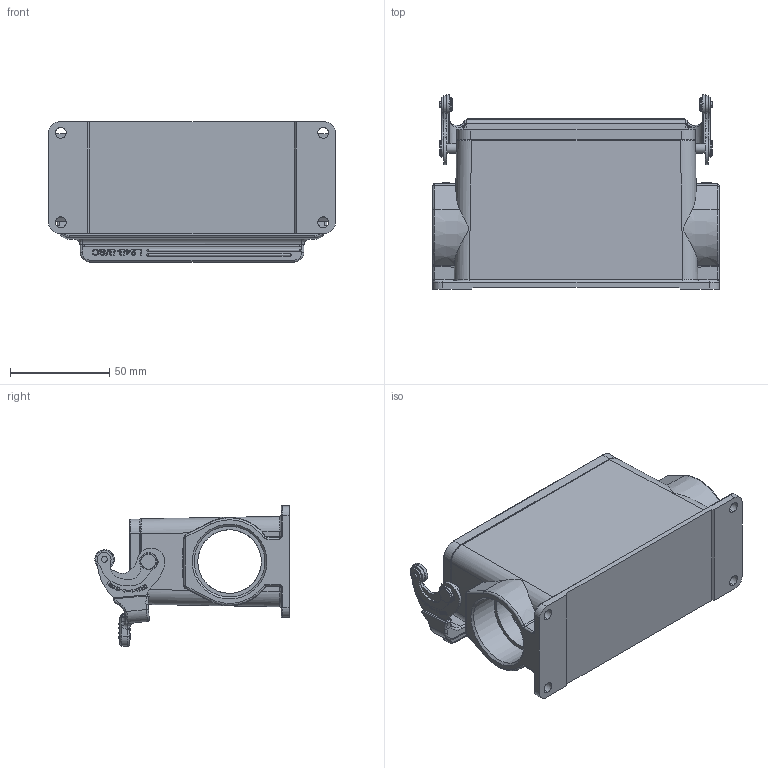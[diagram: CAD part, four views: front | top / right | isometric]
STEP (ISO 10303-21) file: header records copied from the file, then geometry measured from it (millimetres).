
FILE_DESCRIPTION(/* description */ (''),/* implementation_level */ '2;1');
FILE_NAME(/* name */ '3D_1240242215032_HV24B-SFH-1L_SC-2PG29_V1.1.stp',/* time_stamp */ '2024-01-11T09:35:16+08:00',/* author */ (''),/* organization */ (''),/* preprocessor_version */ 'ST-DEVELOPER v18.1',/* originating_system */ 'SIEMENS PLM Software NX 1980',/* authorisation */ '');
FILE_SCHEMA (('AUTOMOTIVE_DESIGN { 1 0 10303 214 3 1 1 1 }'));
Length unit declared in the file: millimetre
Products named in the file (1): 145933408BBA2o22
Bounding box: 144 x 97.77 x 70.48 mm (x, y, z)
Volume: 185495.4 mm3; surface area: 81234.5 mm2
Topology: 1 solids, 17 shells, 1230 faces, 3311 edges, 2180 vertices
Faces by surface type: plane 543, cylinder 505, torus 64, cone 38, extrusion 35, bspline 31, sphere 14
Full cylindrical faces by diameter (mm): 32 x2, 35.6 x2
Entity records: 42596 total; most frequent: CARTESIAN_POINT 13753, ORIENTED_EDGE 6568, DIRECTION 5087, EDGE_CURVE 3284, VERTEX_POINT 2177, AXIS2_PLACEMENT_3D 1871, EDGE_LOOP 1351, VECTOR 1345
